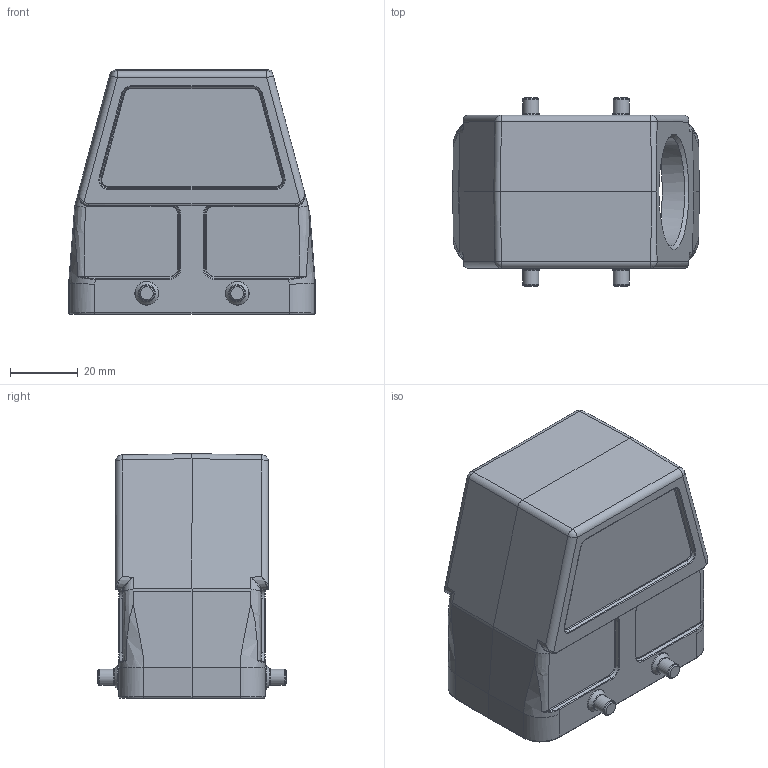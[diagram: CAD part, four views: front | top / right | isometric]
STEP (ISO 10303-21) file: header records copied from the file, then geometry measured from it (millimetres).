
FILE_DESCRIPTION(/* description */ (''),/* implementation_level */ '2;1');
FILE_NAME(/* name */ '100198731ugm000_b.stp',/* time_stamp */ '2017-06-29T10:09:45+02:00',/* author */ (''),/* organization */ (''),/* preprocessor_version */ 'ST-DEVELOPER v16',/* originating_system */ 'SIEMENS PLM Software NX 10.0',/* authorisation */ '');
FILE_SCHEMA (('AUTOMOTIVE_DESIGN { 1 0 10303 214 3 1 1 1 }'));
Length unit declared in the file: millimetre
Products named in the file (1): 100198731ugm000_b
Bounding box: 72.6 x 55.6 x 72 mm (x, y, z)
Volume: 57388.2 mm3; surface area: 32191.7 mm2
Topology: 1 solids, 1 shells, 479 faces, 1208 edges, 747 vertices
Faces by surface type: plane 171, cylinder 134, bspline 63, torus 58, cone 43, sphere 10
Full cylindrical faces by diameter (mm): 3 x4, 4 x4, 4.8 x4, 7 x4, 32 x1
Entity records: 18362 total; most frequent: CARTESIAN_POINT 6510, ORIENTED_EDGE 2198, DIRECTION 2152, EDGE_CURVE 1099, AXIS2_PLACEMENT_3D 816, VERTEX_POINT 695, EDGE_LOOP 550, LINE 520
